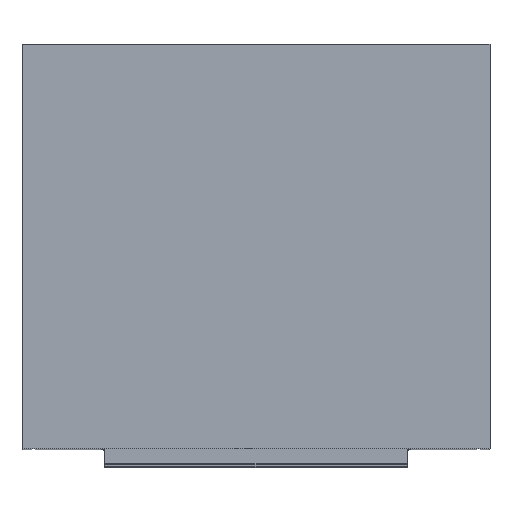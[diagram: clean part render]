
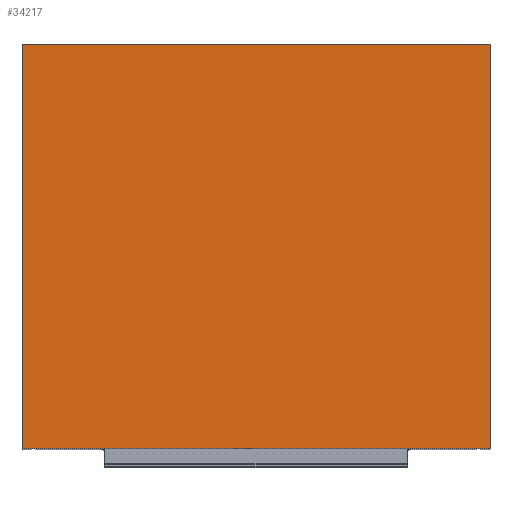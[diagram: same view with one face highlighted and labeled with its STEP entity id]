
A CAD part, top view. The second image highlights one B-rep face of the part: STEP entity #34217.
In plain terms, the highlighted planar face has unit normal (0, 0, 1).
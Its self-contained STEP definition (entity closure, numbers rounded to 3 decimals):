
#1268=PLANE('',#36733);
#3251=FACE_OUTER_BOUND('',#5167,.T.);
#5167=EDGE_LOOP('',(#28501,#28502,#28503,#28504));
#8167=LINE('',#55225,#11909);
#8170=LINE('',#55231,#11912);
#8173=LINE('',#55237,#11915);
#8176=LINE('',#55241,#11918);
#11909=VECTOR('',#43553,401.);
#11912=VECTOR('',#43558,346.5);
#11915=VECTOR('',#43563,401.);
#11918=VECTOR('',#43568,346.5);
#16363=VERTEX_POINT('',#55222);
#16364=VERTEX_POINT('',#55224);
#16366=VERTEX_POINT('',#55230);
#16368=VERTEX_POINT('',#55236);
#20639=EDGE_CURVE('',#16364,#16363,#8167,.T.);
#20642=EDGE_CURVE('',#16366,#16364,#8170,.T.);
#20645=EDGE_CURVE('',#16368,#16366,#8173,.T.);
#20648=EDGE_CURVE('',#16363,#16368,#8176,.T.);
#28501=ORIENTED_EDGE('',*,*,#20648,.T.);
#28502=ORIENTED_EDGE('',*,*,#20645,.T.);
#28503=ORIENTED_EDGE('',*,*,#20642,.T.);
#28504=ORIENTED_EDGE('',*,*,#20639,.T.);
#34217=ADVANCED_FACE('',(#3251),#1268,.T.);
#36733=AXIS2_PLACEMENT_3D('',#55242,#43569,#43570);
#43553=DIRECTION('',(-1.,0.,0.));
#43558=DIRECTION('',(0.,1.,0.));
#43563=DIRECTION('',(1.,0.,0.));
#43568=DIRECTION('',(0.,-1.,0.));
#43569=DIRECTION('center_axis',(0.,0.,1.));
#43570=DIRECTION('ref_axis',(1.,0.,0.));
#55222=CARTESIAN_POINT('',(-0.5,346.,860.));
#55224=CARTESIAN_POINT('',(400.5,346.,860.));
#55225=CARTESIAN_POINT('',(400.5,346.,860.));
#55230=CARTESIAN_POINT('',(400.5,-0.5,860.));
#55231=CARTESIAN_POINT('',(400.5,-0.5,860.));
#55236=CARTESIAN_POINT('',(-0.5,-0.5,860.));
#55237=CARTESIAN_POINT('',(-0.5,-0.5,860.));
#55241=CARTESIAN_POINT('',(-0.5,346.,860.));
#55242=CARTESIAN_POINT('Origin',(200.,172.75,860.));
